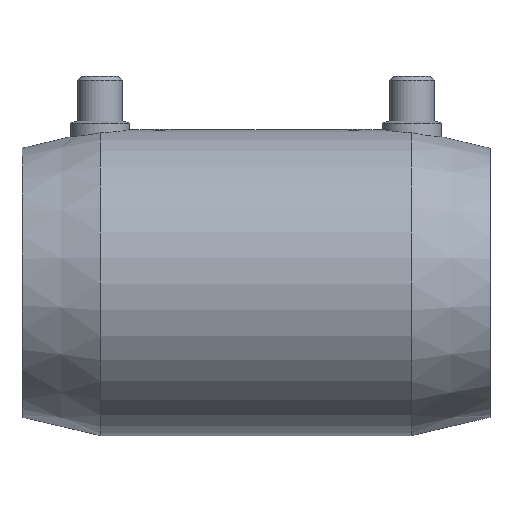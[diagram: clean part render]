
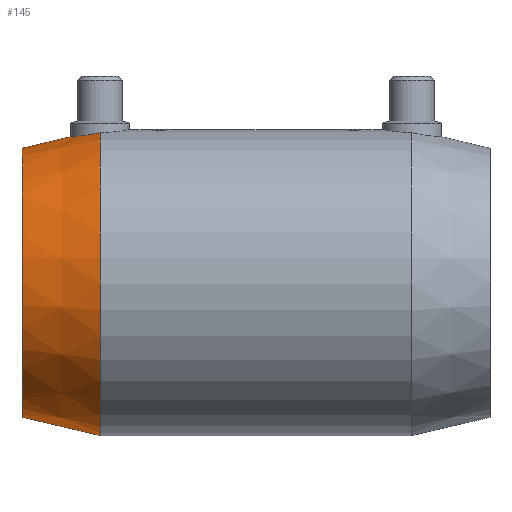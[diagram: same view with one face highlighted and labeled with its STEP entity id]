
A CAD part, top view. The second image highlights one B-rep face of the part: STEP entity #145.
In plain terms, the highlighted conical face has half-angle 13.291 degrees and reference radius 39 mm.
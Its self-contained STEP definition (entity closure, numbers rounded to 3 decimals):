
#145 = ADVANCED_FACE( '', ( #296 ), #297, .T. );
#296 = FACE_OUTER_BOUND( '', #452, .T. );
#297 = CONICAL_SURFACE( '', #453, 39., 0.232 );
#452 = EDGE_LOOP( '', ( #994, #995, #996, #997, #998 ) );
#453 = AXIS2_PLACEMENT_3D( '', #999, #1000, #1001 );
#994 = ORIENTED_EDGE( '', *, *, #1029, .T. );
#995 = ORIENTED_EDGE( '', *, *, #1192, .F. );
#996 = ORIENTED_EDGE( '', *, *, #1032, .T. );
#997 = ORIENTED_EDGE( '', *, *, #1180, .T. );
#998 = ORIENTED_EDGE( '', *, *, #1182, .T. );
#999 = CARTESIAN_POINT( '', ( -53.417, 0., 0. ) );
#1000 = DIRECTION( '', ( 1., 0., 0. ) );
#1001 = DIRECTION( '', ( 0., 1., 0. ) );
#1029 = EDGE_CURVE( '', #1204, #1205, #1206, .T. );
#1032 = EDGE_CURVE( '', #1211, #1209, #1212, .T. );
#1180 = EDGE_CURVE( '', #1209, #1452, #1454, .T. );
#1182 = EDGE_CURVE( '', #1452, #1204, #1456, .T. );
#1192 = EDGE_CURVE( '', #1211, #1205, #1466, .T. );
#1204 = VERTEX_POINT( '', #1517 );
#1205 = VERTEX_POINT( '', #1518 );
#1206 = LINE( '', #1519, #1520 );
#1209 = VERTEX_POINT( '', #1560 );
#1211 = VERTEX_POINT( '', #1562 );
#1212 = LINE( '', #1563, #1564 );
#1452 = VERTEX_POINT( '', #2150 );
#1454 = CIRCLE( '', #2185, 41.5 );
#1456 = B_SPLINE_CURVE_WITH_KNOTS( '', 3, ( #2187, #2188, #2189, #2190, #2191, #2192, #2193, #2194, #2195, #2196, #2197, #2198, #2199, #2200, #2201, #2202, #2203, #2204, #2205, #2206, #2207, #2208, #2209, #2210, #2211, #2212, #2213, #2214, #2215, #2216, #2217, #2218, #2219, #2220, #2221, #2222, #2223, #2224 ), .UNSPECIFIED., .F., .F., ( 4, 2, 2, 2, 2, 2, 2, 2, 2, 2, 2, 2, 2, 2, 2, 2, 2, 2, 4 ), ( 6.408, 6.78, 8.26, 9.74, 11.22, 12.7, 14.16, 15.621, 17.082, 18.543, 20.003, 21.464, 22.925, 24.385, 25.865, 27.346, 28.826, 30.306, 30.678 ), .UNSPECIFIED. );
#1466 = CIRCLE( '', #2234, 36.5 );
#1517 = CARTESIAN_POINT( '', ( -50.833, 39.61, 0. ) );
#1518 = CARTESIAN_POINT( '', ( -64., 36.5, 0. ) );
#1519 = CARTESIAN_POINT( '', ( -53.417, 39., 0. ) );
#1520 = VECTOR( '', #2244, 1. );
#1560 = CARTESIAN_POINT( '', ( -42.833, -41.5, 0. ) );
#1562 = CARTESIAN_POINT( '', ( -64., -36.5, 0. ) );
#1563 = CARTESIAN_POINT( '', ( -53.417, -39., 0. ) );
#1564 = VECTOR( '', #2248, 1. );
#2150 = CARTESIAN_POINT( '', ( -42.833, 40.722, 8. ) );
#2185 = AXIS2_PLACEMENT_3D( '', #2505, #2506, #2507 );
#2187 = CARTESIAN_POINT( '', ( -42.833, 40.722, 8. ) );
#2188 = CARTESIAN_POINT( '', ( -42.955, 40.692, 8. ) );
#2189 = CARTESIAN_POINT( '', ( -43.077, 40.664, 7.997 ) );
#2190 = CARTESIAN_POINT( '', ( -43.678, 40.524, 7.97 ) );
#2191 = CARTESIAN_POINT( '', ( -44.175, 40.418, 7.903 ) );
#2192 = CARTESIAN_POINT( '', ( -45.166, 40.225, 7.669 ) );
#2193 = CARTESIAN_POINT( '', ( -45.659, 40.138, 7.502 ) );
#2194 = CARTESIAN_POINT( '', ( -46.605, 39.989, 7.074 ) );
#2195 = CARTESIAN_POINT( '', ( -47.058, 39.926, 6.813 ) );
#2196 = CARTESIAN_POINT( '', ( -47.897, 39.823, 6.215 ) );
#2197 = CARTESIAN_POINT( '', ( -48.281, 39.783, 5.879 ) );
#2198 = CARTESIAN_POINT( '', ( -48.957, 39.72, 5.171 ) );
#2199 = CARTESIAN_POINT( '', ( -49.272, 39.695, 4.776 ) );
#2200 = CARTESIAN_POINT( '', ( -49.826, 39.657, 3.919 ) );
#2201 = CARTESIAN_POINT( '', ( -50.067, 39.644, 3.457 ) );
#2202 = CARTESIAN_POINT( '', ( -50.452, 39.625, 2.495 ) );
#2203 = CARTESIAN_POINT( '', ( -50.597, 39.619, 1.995 ) );
#2204 = CARTESIAN_POINT( '', ( -50.788, 39.612, 0.991 ) );
#2205 = CARTESIAN_POINT( '', ( -50.833, 39.61, 0.487 ) );
#2206 = CARTESIAN_POINT( '', ( -50.833, 39.61, -0.487 ) );
#2207 = CARTESIAN_POINT( '', ( -50.788, 39.612, -0.991 ) );
#2208 = CARTESIAN_POINT( '', ( -50.597, 39.619, -1.995 ) );
#2209 = CARTESIAN_POINT( '', ( -50.452, 39.625, -2.495 ) );
#2210 = CARTESIAN_POINT( '', ( -50.067, 39.644, -3.457 ) );
#2211 = CARTESIAN_POINT( '', ( -49.826, 39.657, -3.919 ) );
#2212 = CARTESIAN_POINT( '', ( -49.272, 39.695, -4.776 ) );
#2213 = CARTESIAN_POINT( '', ( -48.957, 39.72, -5.171 ) );
#2214 = CARTESIAN_POINT( '', ( -48.281, 39.783, -5.879 ) );
#2215 = CARTESIAN_POINT( '', ( -47.897, 39.823, -6.215 ) );
#2216 = CARTESIAN_POINT( '', ( -47.058, 39.926, -6.813 ) );
#2217 = CARTESIAN_POINT( '', ( -46.605, 39.989, -7.074 ) );
#2218 = CARTESIAN_POINT( '', ( -45.659, 40.138, -7.502 ) );
#2219 = CARTESIAN_POINT( '', ( -45.166, 40.225, -7.669 ) );
#2220 = CARTESIAN_POINT( '', ( -44.175, 40.418, -7.903 ) );
#2221 = CARTESIAN_POINT( '', ( -43.678, 40.524, -7.97 ) );
#2222 = CARTESIAN_POINT( '', ( -43.077, 40.664, -7.997 ) );
#2223 = CARTESIAN_POINT( '', ( -42.955, 40.692, -8. ) );
#2224 = CARTESIAN_POINT( '', ( -42.833, 40.722, -8. ) );
#2234 = AXIS2_PLACEMENT_3D( '', #2538, #2539, #2540 );
#2244 = DIRECTION( '', ( -0.973, -0.23, 0. ) );
#2248 = DIRECTION( '', ( 0.973, -0.23, 0. ) );
#2505 = CARTESIAN_POINT( '', ( -42.833, 0., 0. ) );
#2506 = DIRECTION( '', ( -1., 0., 0. ) );
#2507 = DIRECTION( '', ( 0., 1., 0. ) );
#2538 = CARTESIAN_POINT( '', ( -64., 0., 0. ) );
#2539 = DIRECTION( '', ( -1., 0., 0. ) );
#2540 = DIRECTION( '', ( 0., 1., 0. ) );
